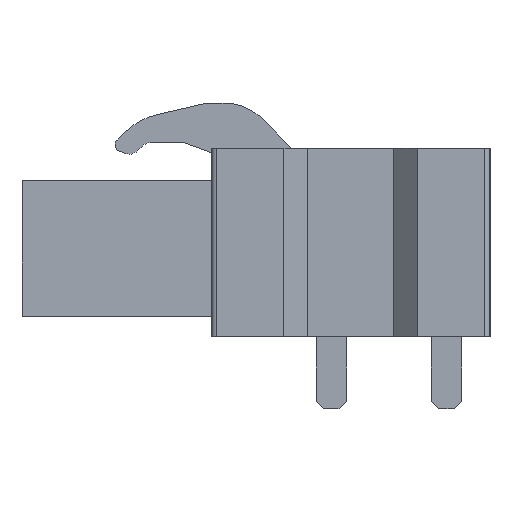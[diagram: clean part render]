
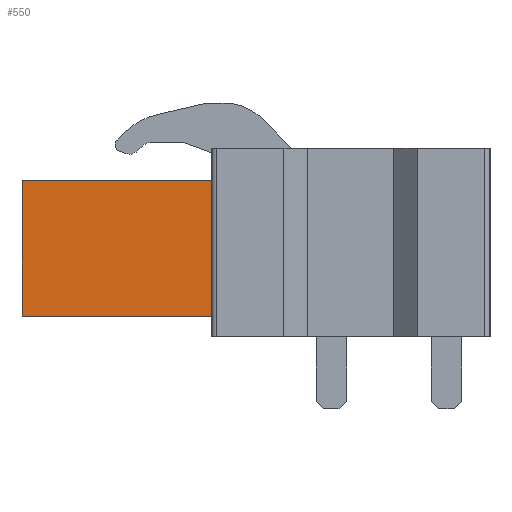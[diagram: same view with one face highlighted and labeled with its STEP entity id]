
A CAD part, left-side view. The second image highlights one B-rep face of the part: STEP entity #550.
In plain terms, the highlighted planar face has unit normal (-1, 0, 0).
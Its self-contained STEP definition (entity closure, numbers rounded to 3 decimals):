
#456=AXIS2_PLACEMENT_3D('Plane Axis2P3D',#453,#454,#455) ;
#89=CARTESIAN_POINT('Vertex',(5.08,20.65,4.075)) ;
#92=CARTESIAN_POINT('Line Origine',(5.08,20.65,7.075)) ;
#96=CARTESIAN_POINT('Vertex',(5.08,20.65,10.075)) ;
#453=CARTESIAN_POINT('Axis2P3D Location',(5.08,0.4,3.2)) ;
#493=CARTESIAN_POINT('Line Origine',(5.08,12.175,10.95)) ;
#497=CARTESIAN_POINT('Vertex',(5.08,12.05,10.95)) ;
#499=CARTESIAN_POINT('Vertex',(5.08,12.3,10.95)) ;
#502=CARTESIAN_POINT('Line Origine',(5.08,12.3,10.513)) ;
#506=CARTESIAN_POINT('Vertex',(5.08,12.3,10.075)) ;
#509=CARTESIAN_POINT('Line Origine',(5.08,16.475,10.075)) ;
#514=CARTESIAN_POINT('Line Origine',(5.08,16.475,4.075)) ;
#518=CARTESIAN_POINT('Vertex',(5.08,12.3,4.075)) ;
#521=CARTESIAN_POINT('Line Origine',(5.08,12.3,3.638)) ;
#525=CARTESIAN_POINT('Vertex',(5.08,12.3,3.2)) ;
#528=CARTESIAN_POINT('Line Origine',(5.08,12.175,3.2)) ;
#532=CARTESIAN_POINT('Vertex',(5.08,12.05,3.2)) ;
#535=CARTESIAN_POINT('Line Origine',(5.08,12.05,7.075)) ;
#93=DIRECTION('Vector Direction',(0.,0.,1.)) ;
#454=DIRECTION('Axis2P3D Direction',(-1.,0.,0.)) ;
#455=DIRECTION('Axis2P3D XDirection',(0.,0.,1.)) ;
#494=DIRECTION('Vector Direction',(0.,1.,0.)) ;
#503=DIRECTION('Vector Direction',(0.,0.,-1.)) ;
#510=DIRECTION('Vector Direction',(0.,1.,0.)) ;
#515=DIRECTION('Vector Direction',(0.,1.,0.)) ;
#522=DIRECTION('Vector Direction',(0.,0.,1.)) ;
#529=DIRECTION('Vector Direction',(0.,1.,0.)) ;
#536=DIRECTION('Vector Direction',(0.,0.,-1.)) ;
#94=VECTOR('Line Direction',#93,1.) ;
#495=VECTOR('Line Direction',#494,1.) ;
#504=VECTOR('Line Direction',#503,1.) ;
#511=VECTOR('Line Direction',#510,1.) ;
#516=VECTOR('Line Direction',#515,1.) ;
#523=VECTOR('Line Direction',#522,1.) ;
#530=VECTOR('Line Direction',#529,1.) ;
#537=VECTOR('Line Direction',#536,1.) ;
#541=ORIENTED_EDGE('',*,*,#501,.T.) ;
#542=ORIENTED_EDGE('',*,*,#508,.F.) ;
#543=ORIENTED_EDGE('',*,*,#513,.F.) ;
#544=ORIENTED_EDGE('',*,*,#98,.T.) ;
#545=ORIENTED_EDGE('',*,*,#520,.F.) ;
#546=ORIENTED_EDGE('',*,*,#527,.F.) ;
#547=ORIENTED_EDGE('',*,*,#534,.F.) ;
#548=ORIENTED_EDGE('',*,*,#539,.F.) ;
#550=ADVANCED_FACE('BLL5.08/19/90FI 3.2SN OR 1843920000',(#549),#457,.T.) ;
#98=EDGE_CURVE('',#97,#90,#95,.F.) ;
#501=EDGE_CURVE('',#498,#500,#496,.T.) ;
#508=EDGE_CURVE('',#507,#500,#505,.F.) ;
#513=EDGE_CURVE('',#97,#507,#512,.F.) ;
#520=EDGE_CURVE('',#519,#90,#517,.T.) ;
#527=EDGE_CURVE('',#526,#519,#524,.T.) ;
#534=EDGE_CURVE('',#533,#526,#531,.T.) ;
#539=EDGE_CURVE('',#498,#533,#538,.T.) ;
#540=EDGE_LOOP('',(#541,#542,#543,#544,#545,#546,#547,#548)) ;
#549=FACE_OUTER_BOUND('',#540,.T.) ;
#95=LINE('Line',#92,#94) ;
#496=LINE('Line',#493,#495) ;
#505=LINE('Line',#502,#504) ;
#512=LINE('Line',#509,#511) ;
#517=LINE('Line',#514,#516) ;
#524=LINE('Line',#521,#523) ;
#531=LINE('Line',#528,#530) ;
#538=LINE('Line',#535,#537) ;
#457=PLANE('',#456) ;
#90=VERTEX_POINT('',#89) ;
#97=VERTEX_POINT('',#96) ;
#498=VERTEX_POINT('',#497) ;
#500=VERTEX_POINT('',#499) ;
#507=VERTEX_POINT('',#506) ;
#519=VERTEX_POINT('',#518) ;
#526=VERTEX_POINT('',#525) ;
#533=VERTEX_POINT('',#532) ;
